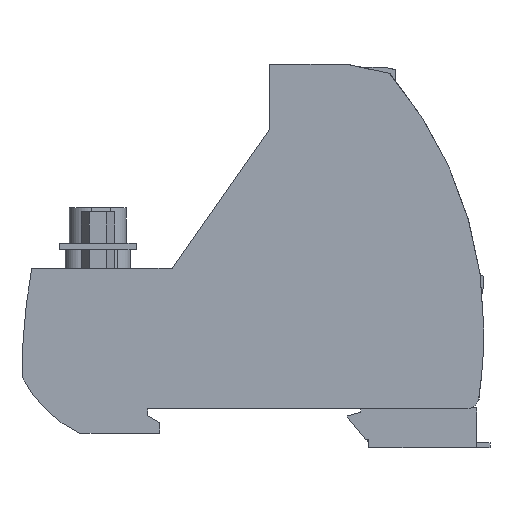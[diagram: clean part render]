
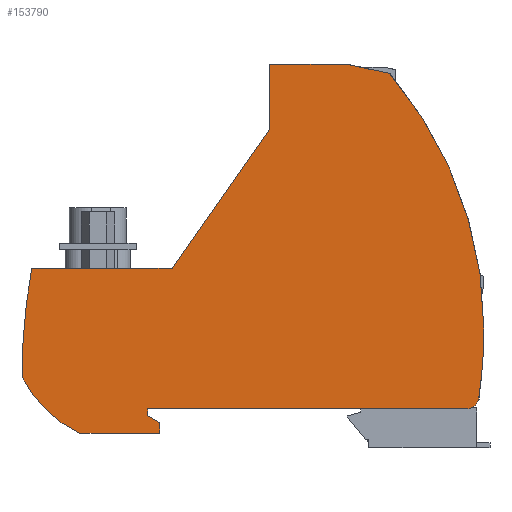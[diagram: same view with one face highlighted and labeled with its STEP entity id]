
A CAD part, left-side view. The second image highlights one B-rep face of the part: STEP entity #153790.
In plain terms, the highlighted planar face has unit normal (-1, 0, 0).
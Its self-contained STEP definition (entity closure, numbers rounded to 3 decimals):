
#68930=CARTESIAN_POINT('',(0.,16.507,
61.406));
#68940=VERTEX_POINT('',#68930);
#69190=CARTESIAN_POINT('',(0.,1.,
19.454));
#69200=VERTEX_POINT('',#69190);
#69230=CARTESIAN_POINT('',(0.,65.5,
19.454));
#69240=DIRECTION('',(-1.,0.,0.));
#69250=DIRECTION('',(0.,-1.,0.));
#69260=AXIS2_PLACEMENT_3D('',#69230,#69240,#69250);
#69270=CIRCLE('',#69260,64.5);
#69280=EDGE_CURVE('',#69200,#68940,#69270,.T.);
#78670=CARTESIAN_POINT('',(0.,1.8,
58.28));
#78680=DIRECTION('',(0.,-0.978,
-0.208));
#78690=VECTOR('',#78680,1.);
#78700=LINE('',#78670,#78690);
#78710=CARTESIAN_POINT('',(0.,23.396,
62.87));
#78720=VERTEX_POINT('',#78710);
#78730=EDGE_CURVE('',#78720,#68940,#78700,.T.);
#125380=CARTESIAN_POINT('',(0.,6.329,
62.87));
#125390=DIRECTION('',(0.,1.,0.));
#125400=VECTOR('',#125390,1.);
#125410=LINE('',#125380,#125400);
#125420=CARTESIAN_POINT('',(0.,36.18,
62.87));
#125430=VERTEX_POINT('',#125420);
#125440=EDGE_CURVE('',#78720,#125430,#125410,.T.);
#127730=CARTESIAN_POINT('',(0.,1.8,
6.35));
#127740=DIRECTION('',(0.,-1.,0.));
#127750=VECTOR('',#127740,1.);
#127760=LINE('',#127730,#127750);
#127770=CARTESIAN_POINT('',(0.,56.2,
6.35));
#127780=VERTEX_POINT('',#127770);
#127790=CARTESIAN_POINT('',(0.,3.947,
6.35));
#127800=VERTEX_POINT('',#127790);
#127810=EDGE_CURVE('',#127780,#127800,#127760,.T.);
#134280=CARTESIAN_POINT('',(0.,36.18,
5.15));
#134290=DIRECTION('',(0.,0.,1.));
#134300=VECTOR('',#134290,1.);
#134310=LINE('',#134280,#134300);
#134320=CARTESIAN_POINT('',(0.,36.18,
52.25));
#134330=VERTEX_POINT('',#134320);
#134340=EDGE_CURVE('',#134330,#125430,#134310,.T.);
#135140=CARTESIAN_POINT('',(0.,52.18,
29.4));
#135150=VERTEX_POINT('',#135140);
#135180=CARTESIAN_POINT('',(0.,1.8,
29.4));
#135190=DIRECTION('',(0.,1.,0.));
#135200=VECTOR('',#135190,1.);
#135210=LINE('',#135180,#135200);
#135220=CARTESIAN_POINT('',(0.,75.203,
29.4));
#135230=VERTEX_POINT('',#135220);
#135240=EDGE_CURVE('',#135150,#135230,#135210,.T.);
#136590=CARTESIAN_POINT('',(0.,-23.2,
11.6));
#136600=DIRECTION('',(-1.,0.,0.));
#136610=DIRECTION('',(0.,1.,0.));
#136620=AXIS2_PLACEMENT_3D('',#136590,#136600,#136610);
#136630=CIRCLE('',#136620,100.);
#136640=CARTESIAN_POINT('',(0.,76.8,
11.6));
#136650=VERTEX_POINT('',#136640);
#136660=EDGE_CURVE('',#135230,#136650,#136630,.T.);
#136920=CARTESIAN_POINT('',(0.,58.887,
20.494));
#136930=DIRECTION('',(-1.,0.,0.));
#136940=DIRECTION('',(0.,-0.985,
-0.174));
#136950=AXIS2_PLACEMENT_3D('',#136920,#136930,#136940);
#136960=CIRCLE('',#136950,20.);
#136970=CARTESIAN_POINT('',(0.,67.3,
2.35));
#136980=VERTEX_POINT('',#136970);
#136990=EDGE_CURVE('',#136650,#136980,#136960,.T.);
#137150=CARTESIAN_POINT('',(0.,1.8,
2.35));
#137160=DIRECTION('',(0.,-1.,0.));
#137170=VECTOR('',#137160,1.);
#137180=LINE('',#137150,#137170);
#137190=CARTESIAN_POINT('',(0.,54.2,
2.35));
#137200=VERTEX_POINT('',#137190);
#137210=EDGE_CURVE('',#136980,#137200,#137180,.T.);
#137460=CARTESIAN_POINT('',(0.,54.2,
7.15));
#137470=DIRECTION('',(0.,0.,1.));
#137480=VECTOR('',#137470,1.);
#137490=LINE('',#137460,#137480);
#137500=CARTESIAN_POINT('',(0.,54.2,
4.095));
#137510=VERTEX_POINT('',#137500);
#137520=EDGE_CURVE('',#137200,#137510,#137490,.T.);
#137860=CARTESIAN_POINT('',(0.,5.93,
-23.773));
#137870=DIRECTION('',(0.,-0.866,
-0.5));
#137880=VECTOR('',#137870,1.);
#137890=LINE('',#137860,#137880);
#137900=CARTESIAN_POINT('',(0.,56.2,
5.25));
#137910=VERTEX_POINT('',#137900);
#137920=EDGE_CURVE('',#137910,#137510,#137890,.T.);
#138150=CARTESIAN_POINT('',(0.,56.2,
7.15));
#138160=DIRECTION('',(0.,0.,-1.));
#138170=VECTOR('',#138160,1.);
#138180=LINE('',#138150,#138170);
#138190=EDGE_CURVE('',#127780,#137910,#138180,.T.);
#139600=CARTESIAN_POINT('',(0.,1.841,
8.164));
#139610=VERTEX_POINT('',#139600);
#139640=CARTESIAN_POINT('',(0.,77.2,
19.454));
#139650=DIRECTION('',(-1.,0.,0.));
#139660=DIRECTION('',(0.,-1.,0.));
#139670=AXIS2_PLACEMENT_3D('',#139640,#139650,#139660);
#139680=CIRCLE('',#139670,76.2);
#139690=EDGE_CURVE('',#139610,#69200,#139680,.T.);
#144750=CARTESIAN_POINT('',(0.,3.947,
8.48));
#144760=DIRECTION('',(-1.,0.,0.));
#144770=DIRECTION('',(0.,-1.,0.));
#144780=AXIS2_PLACEMENT_3D('',#144750,#144760,#144770);
#144790=CIRCLE('',#144780,2.13);
#144800=EDGE_CURVE('',#127800,#139610,#144790,.T.);
#149620=CARTESIAN_POINT('',(0.,69.16,
5.15));
#149630=DIRECTION('',(0.,-0.574,
0.819));
#149640=VECTOR('',#149630,1.);
#149650=LINE('',#149620,#149640);
#149660=EDGE_CURVE('',#135150,#134330,#149650,.T.);
#153570=CARTESIAN_POINT('',(0.,45.766,
28.952));
#153580=DIRECTION('',(-1.,0.,0.));
#153590=DIRECTION('',(0.,-1.,0.));
#153600=AXIS2_PLACEMENT_3D('',#153570,#153580,#153590);
#153610=PLANE('',#153600);
#153620=ORIENTED_EDGE('',*,*,#134340,.F.);
#153630=ORIENTED_EDGE('',*,*,#125440,.T.);
#153640=ORIENTED_EDGE('',*,*,#78730,.F.);
#153650=ORIENTED_EDGE('',*,*,#69280,.T.);
#153660=ORIENTED_EDGE('',*,*,#139690,.T.);
#153670=ORIENTED_EDGE('',*,*,#144800,.T.);
#153680=ORIENTED_EDGE('',*,*,#127810,.T.);
#153690=ORIENTED_EDGE('',*,*,#138190,.F.);
#153700=ORIENTED_EDGE('',*,*,#137920,.F.);
#153710=ORIENTED_EDGE('',*,*,#137520,.T.);
#153720=ORIENTED_EDGE('',*,*,#137210,.T.);
#153730=ORIENTED_EDGE('',*,*,#136990,.T.);
#153740=ORIENTED_EDGE('',*,*,#136660,.T.);
#153750=ORIENTED_EDGE('',*,*,#135240,.T.);
#153760=ORIENTED_EDGE('',*,*,#149660,.F.);
#153770=EDGE_LOOP('',(#153760,#153750,#153740,#153730,#153720,#153710,
#153700,#153690,#153680,#153670,#153660,#153650,#153640,#153630,#153620)
);
#153780=FACE_OUTER_BOUND('',#153770,.T.);
#153790=ADVANCED_FACE('',(#153780),#153610,.T.);
